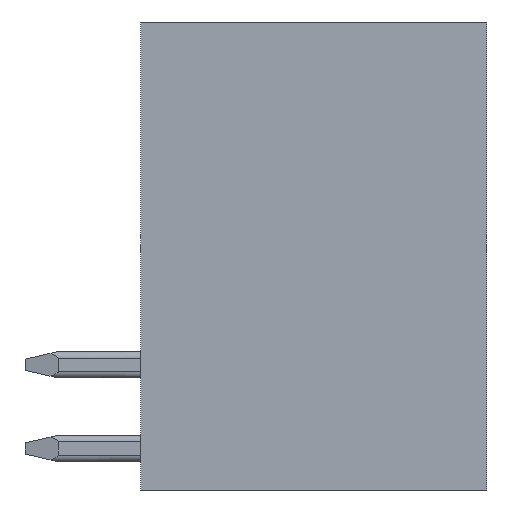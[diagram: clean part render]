
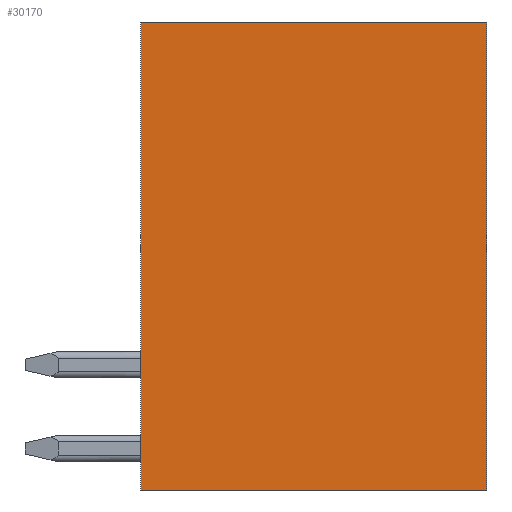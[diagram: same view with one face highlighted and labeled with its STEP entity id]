
A CAD part, front view. The second image highlights one B-rep face of the part: STEP entity #30170.
In plain terms, the highlighted planar face has unit normal (0, -1, 0).
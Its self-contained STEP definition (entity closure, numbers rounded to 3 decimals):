
#7027=DIRECTION('',(-1.,0.,0.));
#7028=VECTOR('',#7027,10.5);
#7029=CARTESIAN_POINT('',(5.25,-45.43,7.1));
#7030=LINE('',#7029,#7028);
#7031=DIRECTION('',(0.,0.,1.));
#7032=VECTOR('',#7031,14.2);
#7033=CARTESIAN_POINT('',(5.25,-45.43,-7.1));
#7034=LINE('',#7033,#7032);
#7035=DIRECTION('',(1.,0.,0.));
#7036=VECTOR('',#7035,10.5);
#7037=CARTESIAN_POINT('',(-5.25,-45.43,-7.1));
#7038=LINE('',#7037,#7036);
#7039=DIRECTION('',(0.,0.,-1.));
#7040=VECTOR('',#7039,14.2);
#7041=CARTESIAN_POINT('',(-5.25,-45.43,7.1));
#7042=LINE('',#7041,#7040);
#17217=CARTESIAN_POINT('',(5.25,-45.43,7.1));
#17218=CARTESIAN_POINT('',(-5.25,-45.43,7.1));
#17219=VERTEX_POINT('',#17217);
#17220=VERTEX_POINT('',#17218);
#17221=CARTESIAN_POINT('',(-5.25,-45.43,-7.1));
#17222=VERTEX_POINT('',#17221);
#17223=CARTESIAN_POINT('',(5.25,-45.43,-7.1));
#17224=VERTEX_POINT('',#17223);
#30159=CARTESIAN_POINT('',(0.,-45.43,0.));
#30160=DIRECTION('',(0.,-1.,0.));
#30161=DIRECTION('',(0.,0.,-1.));
#30162=AXIS2_PLACEMENT_3D('',#30159,#30160,#30161);
#30163=PLANE('',#30162);
#30164=ORIENTED_EDGE('',*,*,#29766,.F.);
#30165=ORIENTED_EDGE('',*,*,#29867,.F.);
#30166=ORIENTED_EDGE('',*,*,#30151,.F.);
#30167=ORIENTED_EDGE('',*,*,#21556,.F.);
#30168=EDGE_LOOP('',(#30164,#30165,#30166,#30167));
#30169=FACE_OUTER_BOUND('',#30168,.F.);
#30170=ADVANCED_FACE('',(#30169),#30163,.T.);
#21556=EDGE_CURVE('',#17220,#17222,#7042,.T.);
#29766=EDGE_CURVE('',#17219,#17220,#7030,.T.);
#29867=EDGE_CURVE('',#17224,#17219,#7034,.T.);
#30151=EDGE_CURVE('',#17222,#17224,#7038,.T.);
